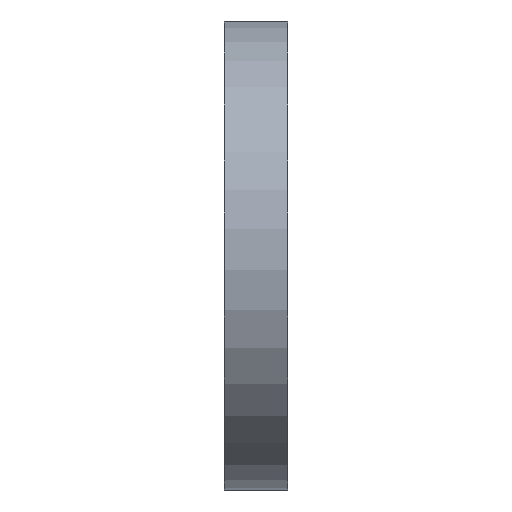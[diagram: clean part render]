
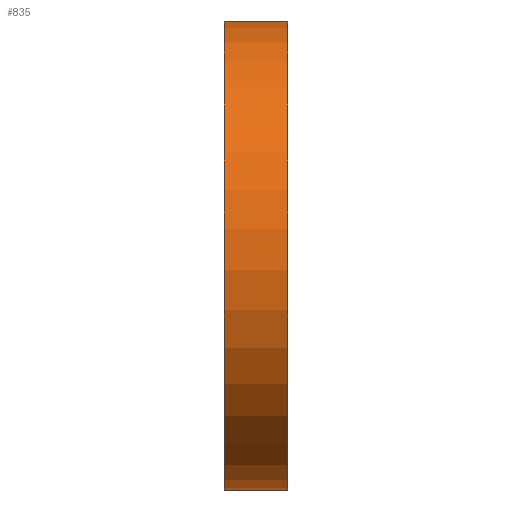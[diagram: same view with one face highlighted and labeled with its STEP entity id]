
A CAD part, top view. The second image highlights one B-rep face of the part: STEP entity #835.
In plain terms, the highlighted cylindrical face has radius 11 mm (diameter 22 mm), a partial arc.
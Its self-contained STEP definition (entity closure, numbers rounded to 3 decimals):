
#32 = CYLINDRICAL_SURFACE ( 'NONE', #618, 11. ) ;
#42 = DIRECTION ( 'NONE',  ( 0., 0., 1. ) ) ;
#48 = CARTESIAN_POINT ( 'NONE',  ( 20., -0.154, 33.769 ) ) ;
#72 = DIRECTION ( 'NONE',  ( -1., 0., 0. ) ) ;
#83 = CIRCLE ( 'NONE', #503, 11. ) ;
#86 = CARTESIAN_POINT ( 'NONE',  ( 23., 10., 38. ) ) ;
#90 = ORIENTED_EDGE ( 'NONE', *, *, #1081, .F. ) ;
#102 = ORIENTED_EDGE ( 'NONE', *, *, #1080, .F. ) ;
#332 = DIRECTION ( 'NONE',  ( 0., 0., 1. ) ) ;
#350 = DIRECTION ( 'NONE',  ( -1., 0., 0. ) ) ;
#354 = CARTESIAN_POINT ( 'NONE',  ( 20., 10., 38. ) ) ;
#391 = DIRECTION ( 'NONE',  ( -1., 0., 0. ) ) ;
#411 = DIRECTION ( 'NONE',  ( -1., 0., 0. ) ) ;
#479 = CARTESIAN_POINT ( 'NONE',  ( 23., 10., 38. ) ) ;
#480 = CARTESIAN_POINT ( 'NONE',  ( 23., 19.929, 33.266 ) ) ;
#481 = DIRECTION ( 'NONE',  ( 0., 0., -1. ) ) ;
#485 = DIRECTION ( 'NONE',  ( -1., 0., 0. ) ) ;
#503 = AXIS2_PLACEMENT_3D ( 'NONE', #354, #350, #332 ) ;
#534 = CARTESIAN_POINT ( 'NONE',  ( 23., -0.154, 33.769 ) ) ;
#550 = VECTOR ( 'NONE', #411, 1000. ) ;
#575 = VERTEX_POINT ( 'NONE', #989 ) ;
#598 = VECTOR ( 'NONE', #391, 1000. ) ;
#601 = EDGE_LOOP ( 'NONE', ( #811, #874, #90, #102 ) ) ;
#616 = CARTESIAN_POINT ( 'NONE',  ( 23., -0.154, 33.769 ) ) ;
#618 = AXIS2_PLACEMENT_3D ( 'NONE', #479, #485, #481 ) ;
#622 = LINE ( 'NONE', #480, #598 ) ;
#624 = AXIS2_PLACEMENT_3D ( 'NONE', #86, #72, #42 ) ;
#759 = VERTEX_POINT ( 'NONE', #616 ) ;
#811 = ORIENTED_EDGE ( 'NONE', *, *, #873, .T. ) ;
#835 = ADVANCED_FACE ( 'NONE', ( #880 ), #32, .T. ) ;
#873 = EDGE_CURVE ( 'NONE', #759, #575, #1191, .T. ) ;
#874 = ORIENTED_EDGE ( 'NONE', *, *, #1083, .T. ) ;
#880 = FACE_OUTER_BOUND ( 'NONE', #601, .T. ) ;
#989 = CARTESIAN_POINT ( 'NONE',  ( 23., 19.929, 33.266 ) ) ;
#1049 = VERTEX_POINT ( 'NONE', #1118 ) ;
#1080 = EDGE_CURVE ( 'NONE', #759, #1111, #1082, .T. ) ;
#1081 = EDGE_CURVE ( 'NONE', #1111, #1049, #83, .T. ) ;
#1082 = LINE ( 'NONE', #534, #550 ) ;
#1083 = EDGE_CURVE ( 'NONE', #575, #1049, #622, .T. ) ;
#1111 = VERTEX_POINT ( 'NONE', #48 ) ;
#1118 = CARTESIAN_POINT ( 'NONE',  ( 20., 19.929, 33.266 ) ) ;
#1191 = CIRCLE ( 'NONE', #624, 11. ) ;
